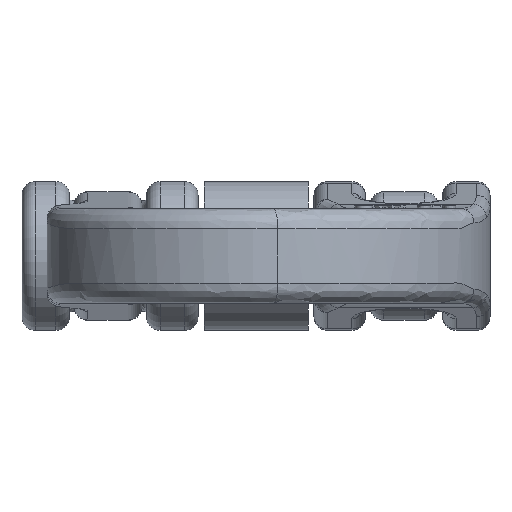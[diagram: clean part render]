
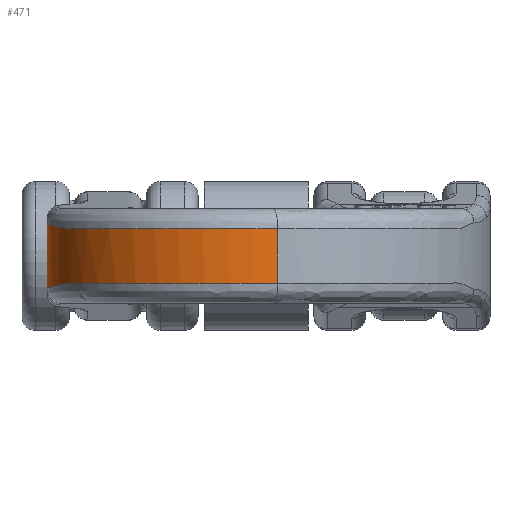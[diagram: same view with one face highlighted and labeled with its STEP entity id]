
A CAD part, front view. The second image highlights one B-rep face of the part: STEP entity #471.
In plain terms, the highlighted cylindrical face has radius 14 mm (diameter 28 mm), a partial arc.
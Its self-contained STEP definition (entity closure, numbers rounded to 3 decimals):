
#397=(
BOUNDED_CURVE()
B_SPLINE_CURVE(3,(#6633,#6634,#6635,#6636,#6637,#6638,#6639,#6640,#6641,
#6642),.UNSPECIFIED.,.F.,.F.)
B_SPLINE_CURVE_WITH_KNOTS((4,2,2,2,4),(0.,0.5,0.625,0.75,1.),
 .UNSPECIFIED.)
CURVE()
GEOMETRIC_REPRESENTATION_ITEM()
RATIONAL_B_SPLINE_CURVE((1.,1.,1.,1.,1.,1.,1.,1.,1.,1.))
REPRESENTATION_ITEM('')
);
#471=ADVANCED_FACE('',(#825),#748,.T.);
#748=CYLINDRICAL_SURFACE('',#4724,14.);
#825=FACE_OUTER_BOUND('',#1097,.T.);
#1097=EDGE_LOOP('',(#2278,#2279,#2280,#2281));
#1462=B_SPLINE_CURVE_WITH_KNOTS('',3,(#6602,#6603,#6604,#6605,#6606,#6607,
#6608,#6609,#6610,#6611,#6612,#6613,#6614,#6615,#6616,#6617,#6618,#6619,
#6620,#6621,#6622,#6623,#6624,#6625,#6626,#6627,#6628,#6629,#6630,#6631,
#6632),.UNSPECIFIED.,.F.,.F.,(4,2,2,2,2,1,2,2,2,2,2,2,2,2,2,4),(0.,0.25,
0.375,0.437,0.469,0.484,
0.492,0.5,0.625,0.687,
0.75,0.813,0.844,0.859,0.875,1.),.UNSPECIFIED.);
#1718=LINE('',#6597,#1946);
#1719=LINE('',#6599,#1947);
#1946=VECTOR('',#5204,1.);
#1947=VECTOR('',#5207,1.);
#2278=ORIENTED_EDGE('',*,*,#3990,.F.);
#2279=ORIENTED_EDGE('',*,*,#3991,.T.);
#2280=ORIENTED_EDGE('',*,*,#3989,.T.);
#2281=ORIENTED_EDGE('',*,*,#3992,.F.);
#3572=VERTEX_POINT('',#6584);
#3577=VERTEX_POINT('',#6596);
#3578=VERTEX_POINT('',#6600);
#3579=VERTEX_POINT('',#6601);
#3989=EDGE_CURVE('',#3572,#3577,#1718,.T.);
#3990=EDGE_CURVE('',#3578,#3579,#1719,.T.);
#3991=EDGE_CURVE('',#3578,#3572,#1462,.T.);
#3992=EDGE_CURVE('',#3579,#3577,#397,.T.);
#4724=AXIS2_PLACEMENT_3D('',#6643,#5208,#5209);
#5204=DIRECTION('',(0.,0.,-1.));
#5207=DIRECTION('',(0.,0.,-1.));
#5208=DIRECTION('',(0.,0.,-1.));
#5209=DIRECTION('',(-1.,0.,0.));
#6584=CARTESIAN_POINT('',(1.7,-10.946,2.405));
#6596=CARTESIAN_POINT('',(1.7,-10.946,-2.405));
#6597=CARTESIAN_POINT('',(1.7,-11.,25.));
#6599=CARTESIAN_POINT('',(18.733,-24.667,25.));
#6600=CARTESIAN_POINT('',(18.733,-24.667,2.));
#6601=CARTESIAN_POINT('',(18.733,-24.667,-2.));
#6602=CARTESIAN_POINT('',(18.733,-24.667,2.));
#6603=CARTESIAN_POINT('',(16.696,-25.12,2.));
#6604=CARTESIAN_POINT('',(14.556,-25.108,2.));
#6605=CARTESIAN_POINT('',(11.507,-24.398,2.));
#6606=CARTESIAN_POINT('',(10.517,-24.047,2.));
#6607=CARTESIAN_POINT('',(9.109,-23.362,2.));
#6608=CARTESIAN_POINT('',(8.653,-23.108,2.));
#6609=CARTESIAN_POINT('',(7.991,-22.689,2.));
#6610=CARTESIAN_POINT('',(7.775,-22.544,2.));
#6611=CARTESIAN_POINT('',(7.456,-22.316,2.));
#6612=CARTESIAN_POINT('',(7.298,-22.2,2.));
#6613=CARTESIAN_POINT('',(7.143,-22.081,2.));
#6614=CARTESIAN_POINT('',(7.04,-22.001,2.));
#6615=CARTESIAN_POINT('',(7.027,-21.99,2.));
#6616=CARTESIAN_POINT('',(5.521,-20.782,2.));
#6617=CARTESIAN_POINT('',(4.631,-19.636,2.003));
#6618=CARTESIAN_POINT('',(3.763,-18.333,2.013));
#6619=CARTESIAN_POINT('',(3.551,-17.964,2.017));
#6620=CARTESIAN_POINT('',(3.237,-17.386,2.027));
#6621=CARTESIAN_POINT('',(3.158,-17.224,2.03));
#6622=CARTESIAN_POINT('',(2.996,-16.887,2.048));
#6623=CARTESIAN_POINT('',(2.844,-16.566,2.071));
#6624=CARTESIAN_POINT('',(2.56,-15.837,2.126));
#6625=CARTESIAN_POINT('',(2.456,-15.552,2.148));
#6626=CARTESIAN_POINT('',(2.3,-15.059,2.186));
#6627=CARTESIAN_POINT('',(2.248,-14.884,2.199));
#6628=CARTESIAN_POINT('',(2.146,-14.512,2.228));
#6629=CARTESIAN_POINT('',(2.084,-14.261,2.247));
#6630=CARTESIAN_POINT('',(1.765,-12.859,2.354));
#6631=CARTESIAN_POINT('',(1.7,-11.809,2.402));
#6632=CARTESIAN_POINT('',(1.7,-11.,2.402));
#6633=CARTESIAN_POINT('',(18.733,-24.667,-2.));
#6634=CARTESIAN_POINT('',(14.639,-25.576,-2.));
#6635=CARTESIAN_POINT('',(10.194,-24.532,-2.));
#6636=CARTESIAN_POINT('',(6.124,-21.266,-2.));
#6637=CARTESIAN_POINT('',(5.384,-20.522,-2.));
#6638=CARTESIAN_POINT('',(4.086,-18.887,-2.));
#6639=CARTESIAN_POINT('',(3.529,-17.996,-1.989));
#6640=CARTESIAN_POINT('',(2.174,-15.173,-2.141));
#6641=CARTESIAN_POINT('',(1.7,-13.088,-2.402));
#6642=CARTESIAN_POINT('',(1.7,-11.,-2.402));
#6643=CARTESIAN_POINT('',(15.7,-11.,25.));
